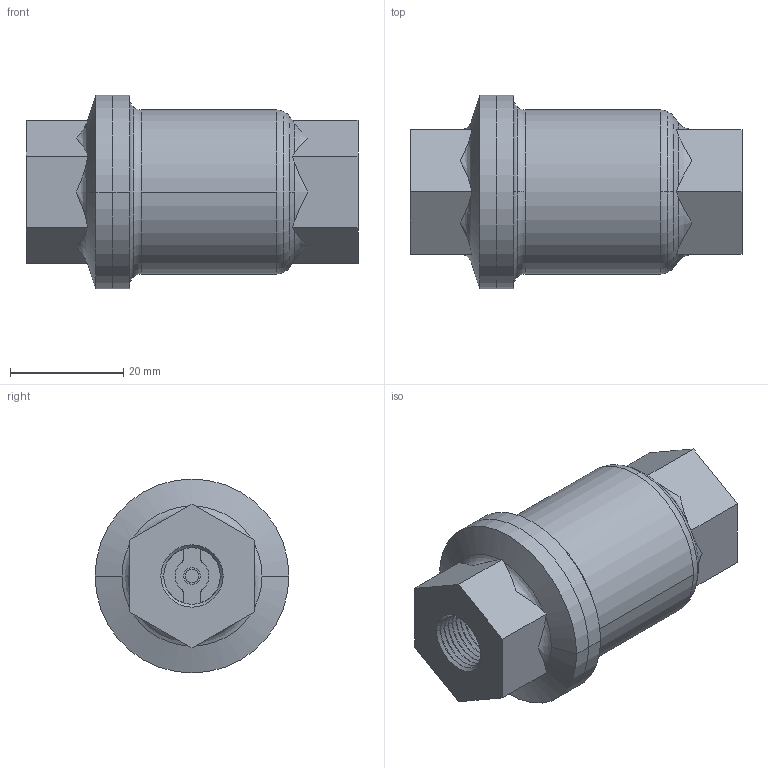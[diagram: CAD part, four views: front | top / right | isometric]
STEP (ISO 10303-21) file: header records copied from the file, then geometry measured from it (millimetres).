
FILE_DESCRIPTION((''),'2;1');
FILE_NAME('2023-DN10_ASM','2015-10-26T',('Administrator'),(''),'PRO/ENGINEER BY PARAMETRIC TECHNOLOGY CORPORATION, 2011080','PRO/ENGINEER BY PARAMETRIC TECHNOLOGY CORPORATION, 2011080','');
FILE_SCHEMA(('CONFIG_CONTROL_DESIGN'));
Length unit declared in the file: millimetre
Products named in the file (5): TMP_DWG-3DSOLID_368859; TMP_DWG-3DSOLID_368871; TMP_DWG-3DSOLID_368884; _TMP_DWG; 2023-DN10_ASM
Assembly tree (4 placements, depth 2):
  2023-DN10_ASM
    TMP_DWG-3DSOLID_368859
    TMP_DWG-3DSOLID_368871
    TMP_DWG-3DSOLID_368884
    _TMP_DWG
Bounding box: 58.7 x 34.3 x 34.3 mm (x, y, z)
Volume: 27329.6 mm3; surface area: 14061.3 mm2
Topology: 3 solids, 3 shells, 286 faces, 648 edges, 380 vertices
Faces by surface type: cone 180, cylinder 44, plane 42, torus 20
Entity records: 8231 total; most frequent: CARTESIAN_POINT 1551, DIRECTION 1510, ORIENTED_EDGE 1296, EDGE_CURVE 648, AXIS2_PLACEMENT_3D 615, VERTEX_POINT 380, CIRCLE 320, EDGE_LOOP 310
